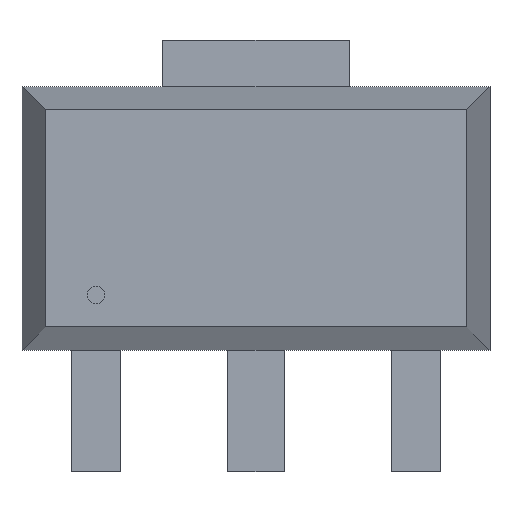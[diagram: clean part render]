
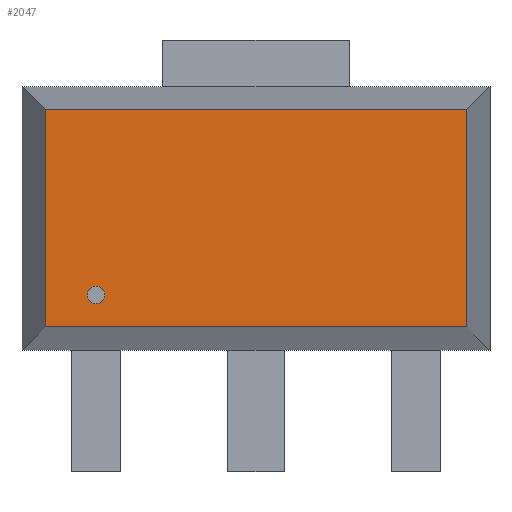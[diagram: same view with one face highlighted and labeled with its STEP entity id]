
A CAD part, top view. The second image highlights one B-rep face of the part: STEP entity #2047.
In plain terms, the highlighted planar face has unit normal (0, 0, 1).
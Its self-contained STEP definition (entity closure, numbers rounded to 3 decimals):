
#2047=ADVANCED_FACE('',(#2053),#2048,.F.);
#2048=PLANE('',#2049);
#2049=AXIS2_PLACEMENT_3D('',#2050,#2051,#2052);
#2050=CARTESIAN_POINT('Origin',(-2.07,-1.067,1.651));
#2051=DIRECTION('center_axis',(0.0,0.0,-1.0));
#2052=DIRECTION('ref_axis',(0.,1.,0.));
#2053=FACE_OUTER_BOUND('',#2054,.T.);
#2054=EDGE_LOOP('',(#2055,#2065,#2075,#2085));
#2055=ORIENTED_EDGE('',*,*,#2056,.F.);
#2056=EDGE_CURVE('',#2057,#2059,#2061,.T.);
#2057=VERTEX_POINT('',#2058);
#2058=CARTESIAN_POINT('',(2.07,-1.067,1.651));
#2059=VERTEX_POINT('',#2060);
#2060=CARTESIAN_POINT('',(-2.07,-1.067,1.651));
#2061=LINE('',#2062,#2063);
#2062=CARTESIAN_POINT('',(2.07,-1.067,1.651));
#2063=VECTOR('',#2064,4.14);
#2064=DIRECTION('',(-1.0,0.0,0.0));
#2065=ORIENTED_EDGE('',*,*,#2066,.F.);
#2066=EDGE_CURVE('',#2067,#2069,#2071,.T.);
#2067=VERTEX_POINT('',#2068);
#2068=CARTESIAN_POINT('',(2.07,1.067,1.651));
#2069=VERTEX_POINT('',#2058);
#2071=LINE('',#2072,#2073);
#2072=CARTESIAN_POINT('',(2.07,1.067,1.651));
#2073=VECTOR('',#2074,2.134);
#2074=DIRECTION('',(0.0,-1.0,0.0));
#2075=ORIENTED_EDGE('',*,*,#2076,.F.);
#2076=EDGE_CURVE('',#2077,#2079,#2081,.T.);
#2077=VERTEX_POINT('',#2078);
#2078=CARTESIAN_POINT('',(-2.07,1.067,1.651));
#2079=VERTEX_POINT('',#2068);
#2081=LINE('',#2082,#2083);
#2082=CARTESIAN_POINT('',(-2.07,1.067,1.651));
#2083=VECTOR('',#2084,4.14);
#2084=DIRECTION('',(1.0,0.0,0.0));
#2085=ORIENTED_EDGE('',*,*,#2086,.F.);
#2086=EDGE_CURVE('',#2087,#2089,#2091,.T.);
#2087=VERTEX_POINT('',#2060);
#2089=VERTEX_POINT('',#2078);
#2091=LINE('',#2092,#2093);
#2092=CARTESIAN_POINT('',(-2.07,-1.067,1.651));
#2093=VECTOR('',#2094,2.134);
#2094=DIRECTION('',(0.0,1.0,0.0));
